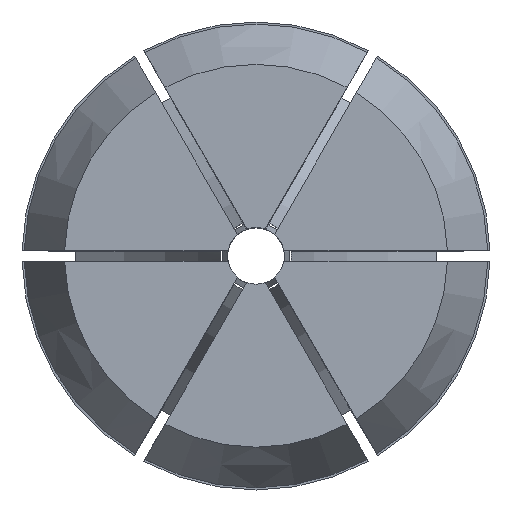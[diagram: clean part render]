
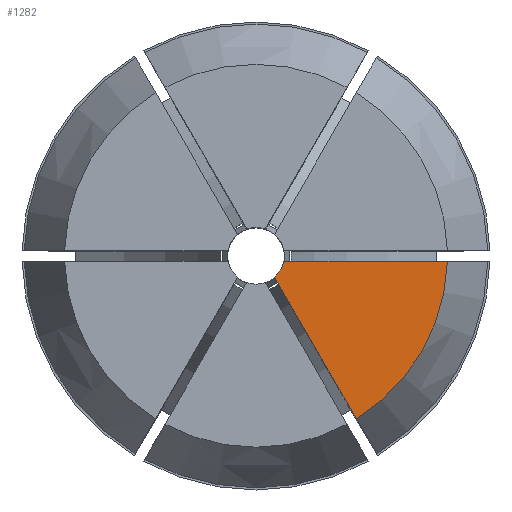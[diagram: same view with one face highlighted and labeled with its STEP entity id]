
A CAD part, top view. The second image highlights one B-rep face of the part: STEP entity #1282.
In plain terms, the highlighted planar face has unit normal (0, 0, 1).
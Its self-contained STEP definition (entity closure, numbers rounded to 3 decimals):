
#30 = DIRECTION ( 'NONE',  ( 0.5, -0.866, 0. ) ) ;
#72 = EDGE_CURVE ( 'NONE', #2028, #3439, #294, .T. ) ;
#119 = DIRECTION ( 'NONE',  ( 1., 0., 0. ) ) ;
#294 = LINE ( 'NONE', #2020, #1239 ) ;
#322 = EDGE_CURVE ( 'NONE', #3363, #3439, #885, .T. ) ;
#331 = VERTEX_POINT ( 'NONE', #1903 ) ;
#399 = ORIENTED_EDGE ( 'NONE', *, *, #3299, .T. ) ;
#449 = AXIS2_PLACEMENT_3D ( 'NONE', #3226, #1446, #3533 ) ;
#519 = AXIS2_PLACEMENT_3D ( 'NONE', #1634, #2465, #119 ) ;
#524 = CIRCLE ( 'NONE', #449, 13.499 ) ;
#791 = ORIENTED_EDGE ( 'NONE', *, *, #1271, .F. ) ;
#885 = CIRCLE ( 'NONE', #519, 2. ) ;
#1003 = CARTESIAN_POINT ( 'NONE',  ( 1.307, -1.514, 40. ) ) ;
#1239 = VECTOR ( 'NONE', #3848, 1000. ) ;
#1271 = EDGE_CURVE ( 'NONE', #2028, #331, #524, .T. ) ;
#1282 = ADVANCED_FACE ( 'NONE', ( #3597 ), #3521, .T. ) ;
#1352 = EDGE_LOOP ( 'NONE', ( #3780, #399, #791, #2204 ) ) ;
#1446 = DIRECTION ( 'NONE',  ( 0., 0., -1. ) ) ;
#1509 = CARTESIAN_POINT ( 'NONE',  ( -5.521, 10.312, 40. ) ) ;
#1634 = CARTESIAN_POINT ( 'NONE',  ( 0., 0., 40. ) ) ;
#1903 = CARTESIAN_POINT ( 'NONE',  ( 7.072, -11.499, 40. ) ) ;
#2020 = CARTESIAN_POINT ( 'NONE',  ( 0., -0.375, 40. ) ) ;
#2028 = VERTEX_POINT ( 'NONE', #2415 ) ;
#2128 = CARTESIAN_POINT ( 'NONE',  ( 1.965, -0.375, 40. ) ) ;
#2204 = ORIENTED_EDGE ( 'NONE', *, *, #72, .T. ) ;
#2415 = CARTESIAN_POINT ( 'NONE',  ( 13.494, -0.375, 40. ) ) ;
#2465 = DIRECTION ( 'NONE',  ( 0., 0., 1. ) ) ;
#2799 = LINE ( 'NONE', #1509, #3170 ) ;
#2918 = AXIS2_PLACEMENT_3D ( 'NONE', #3783, #2939, #3813 ) ;
#2939 = DIRECTION ( 'NONE',  ( 0., 0., 1. ) ) ;
#3170 = VECTOR ( 'NONE', #30, 1000. ) ;
#3226 = CARTESIAN_POINT ( 'NONE',  ( 0., 0., 40. ) ) ;
#3299 = EDGE_CURVE ( 'NONE', #3363, #331, #2799, .T. ) ;
#3363 = VERTEX_POINT ( 'NONE', #1003 ) ;
#3439 = VERTEX_POINT ( 'NONE', #2128 ) ;
#3521 = PLANE ( 'NONE',  #2918 ) ;
#3533 = DIRECTION ( 'NONE',  ( -1., 0., 0. ) ) ;
#3597 = FACE_OUTER_BOUND ( 'NONE', #1352, .T. ) ;
#3780 = ORIENTED_EDGE ( 'NONE', *, *, #322, .F. ) ;
#3783 = CARTESIAN_POINT ( 'NONE',  ( 0., 13.499, 40. ) ) ;
#3813 = DIRECTION ( 'NONE',  ( 1., 0., 0. ) ) ;
#3848 = DIRECTION ( 'NONE',  ( -1., 0., 0. ) ) ;
